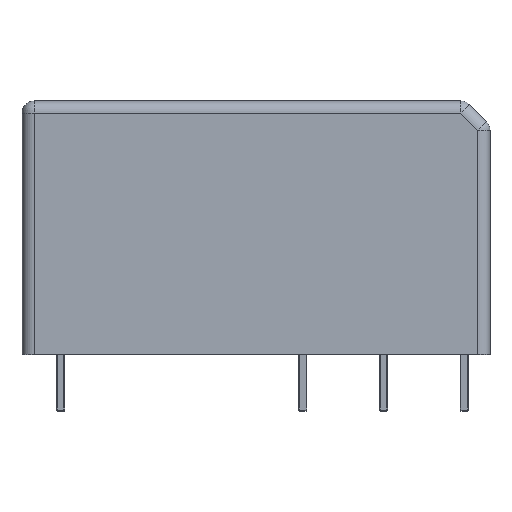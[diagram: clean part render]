
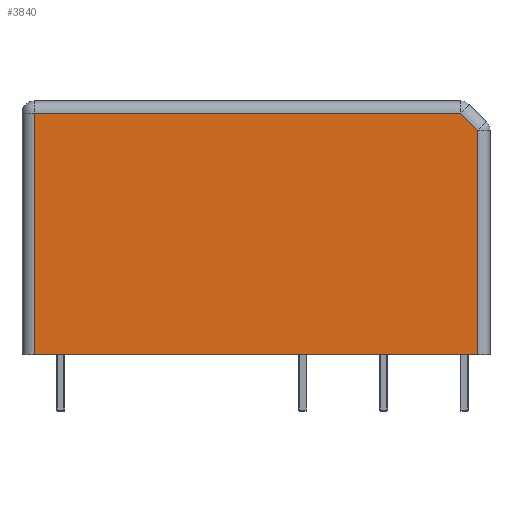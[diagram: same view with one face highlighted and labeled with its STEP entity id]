
A CAD part, top view. The second image highlights one B-rep face of the part: STEP entity #3840.
In plain terms, the highlighted planar face has unit normal (0, 0, 1).
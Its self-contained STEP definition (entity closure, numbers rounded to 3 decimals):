
#48 = EDGE_CURVE ( 'NONE', #806, #3188, #1367, .T. ) ;
#67 = PLANE ( 'NONE',  #4959 ) ;
#187 = DIRECTION ( 'NONE',  ( 0., 0., -1. ) ) ;
#329 = CARTESIAN_POINT ( 'NONE',  ( 13.75, 0., 6.35 ) ) ;
#464 = EDGE_LOOP ( 'NONE', ( #554, #3304, #3392, #5126, #1277 ) ) ;
#554 = ORIENTED_EDGE ( 'NONE', *, *, #48, .T. ) ;
#708 = LINE ( 'NONE', #2703, #4597 ) ;
#715 = VERTEX_POINT ( 'NONE', #2385 ) ;
#806 = VERTEX_POINT ( 'NONE', #3103 ) ;
#963 = EDGE_CURVE ( 'NONE', #5003, #5455, #5500, .T. ) ;
#966 = DIRECTION ( 'NONE',  ( 0., 1., 0. ) ) ;
#994 = DIRECTION ( 'NONE',  ( -1., 0., 0. ) ) ;
#1277 = ORIENTED_EDGE ( 'NONE', *, *, #1653, .T. ) ;
#1367 = LINE ( 'NONE', #4017, #4710 ) ;
#1527 = CARTESIAN_POINT ( 'NONE',  ( -13.75, 15.7, 6.35 ) ) ;
#1557 = FACE_OUTER_BOUND ( 'NONE', #464, .T. ) ;
#1653 = EDGE_CURVE ( 'NONE', #715, #806, #708, .T. ) ;
#1931 = CARTESIAN_POINT ( 'NONE',  ( 13.75, 15.7, 6.35 ) ) ;
#2031 = DIRECTION ( 'NONE',  ( 0., -1., 0. ) ) ;
#2222 = CARTESIAN_POINT ( 'NONE',  ( -14.5, 15.7, 6.35 ) ) ;
#2385 = CARTESIAN_POINT ( 'NONE',  ( 13.75, 13.889, 6.35 ) ) ;
#2703 = CARTESIAN_POINT ( 'NONE',  ( 12.47, 15.17, 6.35 ) ) ;
#2766 = VECTOR ( 'NONE', #5726, 1000. ) ;
#3103 = CARTESIAN_POINT ( 'NONE',  ( 12.689, 14.95, 6.35 ) ) ;
#3188 = VERTEX_POINT ( 'NONE', #3605 ) ;
#3304 = ORIENTED_EDGE ( 'NONE', *, *, #5201, .T. ) ;
#3392 = ORIENTED_EDGE ( 'NONE', *, *, #963, .T. ) ;
#3605 = CARTESIAN_POINT ( 'NONE',  ( -13.75, 14.95, 6.35 ) ) ;
#3791 = LINE ( 'NONE', #1931, #4020 ) ;
#3840 = ADVANCED_FACE ( 'NONE', ( #1557 ), #67, .F. ) ;
#4017 = CARTESIAN_POINT ( 'NONE',  ( -14.5, 14.95, 6.35 ) ) ;
#4020 = VECTOR ( 'NONE', #966, 1000. ) ;
#4597 = VECTOR ( 'NONE', #4780, 1000. ) ;
#4710 = VECTOR ( 'NONE', #994, 1000. ) ;
#4780 = DIRECTION ( 'NONE',  ( -0.707, 0.707, 0. ) ) ;
#4943 = CARTESIAN_POINT ( 'NONE',  ( -13.75, 0., 6.35 ) ) ;
#4959 = AXIS2_PLACEMENT_3D ( 'NONE', #2222, #187, #5838 ) ;
#5003 = VERTEX_POINT ( 'NONE', #4943 ) ;
#5126 = ORIENTED_EDGE ( 'NONE', *, *, #5870, .T. ) ;
#5201 = EDGE_CURVE ( 'NONE', #3188, #5003, #5245, .T. ) ;
#5245 = LINE ( 'NONE', #1527, #5573 ) ;
#5455 = VERTEX_POINT ( 'NONE', #329 ) ;
#5500 = LINE ( 'NONE', #6206, #2766 ) ;
#5573 = VECTOR ( 'NONE', #2031, 1000. ) ;
#5726 = DIRECTION ( 'NONE',  ( 1., 0., 0. ) ) ;
#5838 = DIRECTION ( 'NONE',  ( -1., 0., 0. ) ) ;
#5870 = EDGE_CURVE ( 'NONE', #5455, #715, #3791, .T. ) ;
#6206 = CARTESIAN_POINT ( 'NONE',  ( -14.5, 0., 6.35 ) ) ;
